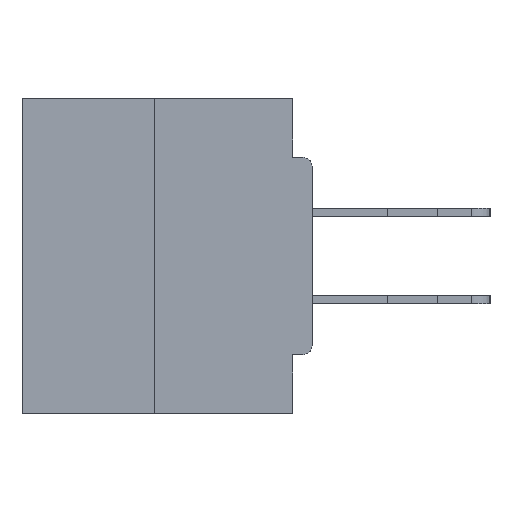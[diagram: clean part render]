
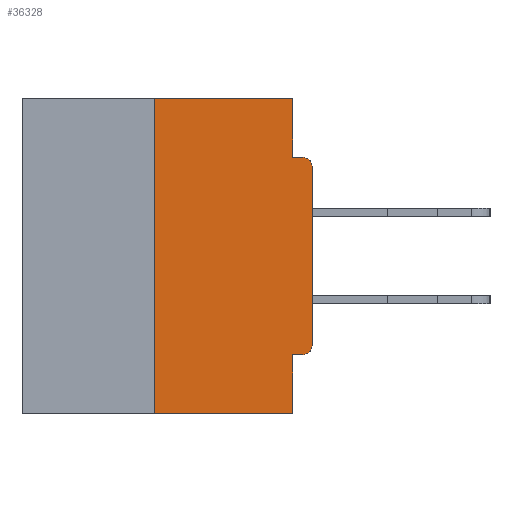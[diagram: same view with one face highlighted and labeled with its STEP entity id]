
A CAD part, left-side view. The second image highlights one B-rep face of the part: STEP entity #36328.
In plain terms, the highlighted planar face has unit normal (-1, 0, 0).
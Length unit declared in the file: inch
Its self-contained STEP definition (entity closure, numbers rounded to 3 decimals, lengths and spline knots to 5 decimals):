
#97 = VERTEX_POINT ( 'NONE', #44148 ) ;
#657 = DIRECTION ( 'NONE',  ( 0., 1., 0. ) ) ;
#2095 = CARTESIAN_POINT ( 'NONE',  ( 0., 0.46, 0. ) ) ;
#2216 = VERTEX_POINT ( 'NONE', #23914 ) ;
#4564 = VERTEX_POINT ( 'NONE', #13178 ) ;
#4720 = VERTEX_POINT ( 'NONE', #13100 ) ;
#4994 = VECTOR ( 'NONE', #44265, 39.37008 ) ;
#7087 = VECTOR ( 'NONE', #37721, 39.37008 ) ;
#7626 = CARTESIAN_POINT ( 'NONE',  ( 0., 0.031, 0. ) ) ;
#8534 = VERTEX_POINT ( 'NONE', #38432 ) ;
#8830 = ORIENTED_EDGE ( 'NONE', *, *, #19668, .F. ) ;
#9377 = EDGE_CURVE ( 'NONE', #97, #31848, #16571, .T. ) ;
#9558 = ORIENTED_EDGE ( 'NONE', *, *, #14515, .T. ) ;
#9718 = CARTESIAN_POINT ( 'NONE',  ( 0., 0.031, 0. ) ) ;
#10761 = CIRCLE ( 'NONE', #18758, 0.015 ) ;
#10987 = LINE ( 'NONE', #45491, #27078 ) ;
#11920 = FACE_OUTER_BOUND ( 'NONE', #18164, .T. ) ;
#12900 = VERTEX_POINT ( 'NONE', #45002 ) ;
#13100 = CARTESIAN_POINT ( 'NONE',  ( 0., 0.031, -0.5 ) ) ;
#13156 = ORIENTED_EDGE ( 'NONE', *, *, #34090, .F. ) ;
#13178 = CARTESIAN_POINT ( 'NONE',  ( 0., 0.25, -0.5 ) ) ;
#14226 = DIRECTION ( 'NONE',  ( -1., 0., 0. ) ) ;
#14243 = AXIS2_PLACEMENT_3D ( 'NONE', #45905, #14226, #28048 ) ;
#14515 = EDGE_CURVE ( 'NONE', #4564, #4720, #41392, .T. ) ;
#15374 = DIRECTION ( 'NONE',  ( -1., 0., 0. ) ) ;
#15622 = EDGE_CURVE ( 'NONE', #31688, #8534, #10761, .T. ) ;
#16028 = LINE ( 'NONE', #9718, #31035 ) ;
#16571 = LINE ( 'NONE', #2095, #4994 ) ;
#16840 = VECTOR ( 'NONE', #43604, 39.37008 ) ;
#18038 = CARTESIAN_POINT ( 'NONE',  ( 0., 0., -0.1085 ) ) ;
#18164 = EDGE_LOOP ( 'NONE', ( #37286, #20444, #9558, #19687, #8830, #23622, #32462, #24939, #13156, #19583 ) ) ;
#18289 = CARTESIAN_POINT ( 'NONE',  ( 0., 0.25, 0. ) ) ;
#18758 = AXIS2_PLACEMENT_3D ( 'NONE', #43618, #15374, #40347 ) ;
#19583 = ORIENTED_EDGE ( 'NONE', *, *, #33324, .F. ) ;
#19668 = EDGE_CURVE ( 'NONE', #31688, #2216, #42789, .T. ) ;
#19687 = ORIENTED_EDGE ( 'NONE', *, *, #35240, .F. ) ;
#20444 = ORIENTED_EDGE ( 'NONE', *, *, #30026, .F. ) ;
#21300 = EDGE_CURVE ( 'NONE', #42478, #12900, #34934, .T. ) ;
#21667 = CARTESIAN_POINT ( 'NONE',  ( 0., 0., -0.4065 ) ) ;
#21996 = EDGE_CURVE ( 'NONE', #8534, #42478, #35380, .T. ) ;
#23622 = ORIENTED_EDGE ( 'NONE', *, *, #15622, .T. ) ;
#23914 = CARTESIAN_POINT ( 'NONE',  ( 0., 0.031, -0.4065 ) ) ;
#23913 = VECTOR ( 'NONE', #657, 39.37008 ) ;
#24126 = CARTESIAN_POINT ( 'NONE',  ( 0., 0.015, -0.4065 ) ) ;
#24939 = ORIENTED_EDGE ( 'NONE', *, *, #21300, .T. ) ;
#26779 = DIRECTION ( 'NONE',  ( 0., 0., -1. ) ) ;
#27078 = VECTOR ( 'NONE', #34617, 39.37008 ) ;
#27452 = CARTESIAN_POINT ( 'NONE',  ( 0., 0.46, 0. ) ) ;
#28048 = DIRECTION ( 'NONE',  ( 0., 0., -1. ) ) ;
#30026 = EDGE_CURVE ( 'NONE', #4564, #97, #42956, .T. ) ;
#31035 = VECTOR ( 'NONE', #26779, 39.37008 ) ;
#31415 = DIRECTION ( 'NONE',  ( 0., -1., 0. ) ) ;
#31688 = VERTEX_POINT ( 'NONE', #24126 ) ;
#31848 = VERTEX_POINT ( 'NONE', #7626 ) ;
#32462 = ORIENTED_EDGE ( 'NONE', *, *, #21996, .T. ) ;
#33324 = EDGE_CURVE ( 'NONE', #31848, #33469, #16028, .T. ) ;
#33469 = VERTEX_POINT ( 'NONE', #41264 ) ;
#34090 = EDGE_CURVE ( 'NONE', #33469, #12900, #10987, .T. ) ;
#34170 = LINE ( 'NONE', #38640, #35284 ) ;
#34317 = CARTESIAN_POINT ( 'NONE',  ( 0., 0., 0. ) ) ;
#34617 = DIRECTION ( 'NONE',  ( 0., -1., 0. ) ) ;
#34757 = DIRECTION ( 'NONE',  ( 0., 0., -1. ) ) ;
#34934 = CIRCLE ( 'NONE', #14243, 0.015 ) ;
#35066 = DIRECTION ( 'NONE',  ( 1., 0., 0. ) ) ;
#35240 = EDGE_CURVE ( 'NONE', #2216, #4720, #34170, .T. ) ;
#35284 = VECTOR ( 'NONE', #35378, 39.37008 ) ;
#35378 = DIRECTION ( 'NONE',  ( 0., 0., -1. ) ) ;
#35380 = LINE ( 'NONE', #34317, #7087 ) ;
#36328 = ADVANCED_FACE ( 'NONE', ( #11920 ), #38176, .F. ) ;
#36458 = AXIS2_PLACEMENT_3D ( 'NONE', #27452, #35066, #34757 ) ;
#37286 = ORIENTED_EDGE ( 'NONE', *, *, #9377, .F. ) ;
#37721 = DIRECTION ( 'NONE',  ( 0., 0., 1. ) ) ;
#38176 = PLANE ( 'NONE',  #36458 ) ;
#38432 = CARTESIAN_POINT ( 'NONE',  ( 0., 0., -0.3915 ) ) ;
#38640 = CARTESIAN_POINT ( 'NONE',  ( 0., 0.031, -0.5 ) ) ;
#40347 = DIRECTION ( 'NONE',  ( 0., 0., -1. ) ) ;
#41264 = CARTESIAN_POINT ( 'NONE',  ( 0., 0.031, -0.0935 ) ) ;
#41392 = LINE ( 'NONE', #45699, #43101 ) ;
#42478 = VERTEX_POINT ( 'NONE', #18038 ) ;
#42789 = LINE ( 'NONE', #21667, #23913 ) ;
#42956 = LINE ( 'NONE', #18289, #16840 ) ;
#43101 = VECTOR ( 'NONE', #31415, 39.37008 ) ;
#43604 = DIRECTION ( 'NONE',  ( 0., 0., 1. ) ) ;
#43618 = CARTESIAN_POINT ( 'NONE',  ( 0., 0.015, -0.3915 ) ) ;
#44148 = CARTESIAN_POINT ( 'NONE',  ( 0., 0.25, 0. ) ) ;
#44265 = DIRECTION ( 'NONE',  ( 0., -1., 0. ) ) ;
#45002 = CARTESIAN_POINT ( 'NONE',  ( 0., 0.015, -0.0935 ) ) ;
#45491 = CARTESIAN_POINT ( 'NONE',  ( 0., 0., -0.0935 ) ) ;
#45699 = CARTESIAN_POINT ( 'NONE',  ( 0., 0.46, -0.5 ) ) ;
#45905 = CARTESIAN_POINT ( 'NONE',  ( 0., 0.015, -0.1085 ) ) ;
